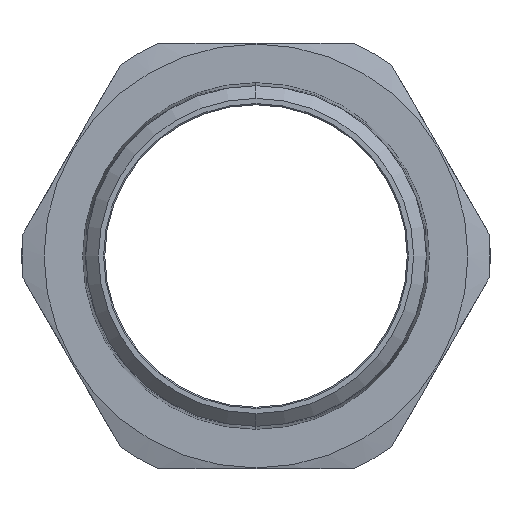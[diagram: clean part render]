
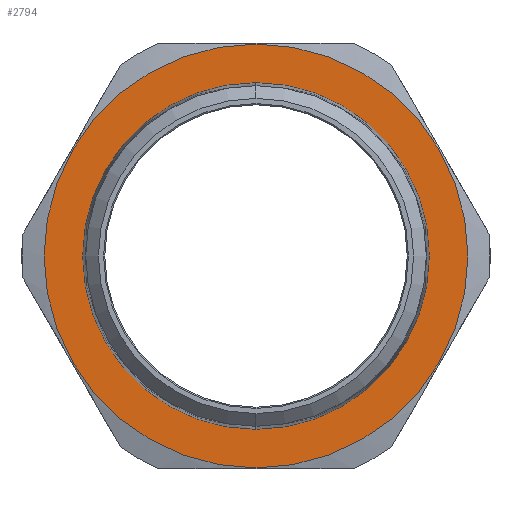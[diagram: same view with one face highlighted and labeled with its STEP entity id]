
A CAD part, left-side view. The second image highlights one B-rep face of the part: STEP entity #2794.
In plain terms, the highlighted planar face has unit normal (-1, 0, 0).
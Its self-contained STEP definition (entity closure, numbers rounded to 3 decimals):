
#110 = ORIENTED_EDGE ( 'NONE', *, *, #866, .F. ) ;
#229 = DIRECTION ( 'NONE',  ( 1., 0., 0. ) ) ;
#257 = VERTEX_POINT ( 'NONE', #1349 ) ;
#291 = DIRECTION ( 'NONE',  ( 1., 0., 0. ) ) ;
#483 = DIRECTION ( 'NONE',  ( 0., 0., 1. ) ) ;
#521 = ORIENTED_EDGE ( 'NONE', *, *, #804, .F. ) ;
#757 = CARTESIAN_POINT ( 'NONE',  ( -37.2, 0., 0. ) ) ;
#773 = AXIS2_PLACEMENT_3D ( 'NONE', #817, #2376, #2478 ) ;
#804 = EDGE_CURVE ( 'NONE', #2223, #1092, #2461, .T. ) ;
#817 = CARTESIAN_POINT ( 'NONE',  ( -37.2, 36.65, 0. ) ) ;
#825 = ORIENTED_EDGE ( 'NONE', *, *, #3231, .F. ) ;
#857 = AXIS2_PLACEMENT_3D ( 'NONE', #2192, #870, #2453 ) ;
#866 = EDGE_CURVE ( 'NONE', #1092, #2223, #2497, .T. ) ;
#867 = FACE_BOUND ( 'NONE', #2148, .T. ) ;
#870 = DIRECTION ( 'NONE',  ( -1., 0., 0. ) ) ;
#898 = CIRCLE ( 'NONE', #857, 36.65 ) ;
#1092 = VERTEX_POINT ( 'NONE', #1407 ) ;
#1327 = CARTESIAN_POINT ( 'NONE',  ( -37.2, 0., 0. ) ) ;
#1349 = CARTESIAN_POINT ( 'NONE',  ( -37.2, 0., 36.65 ) ) ;
#1407 = CARTESIAN_POINT ( 'NONE',  ( -37.2, 0., -44.805 ) ) ;
#1409 = AXIS2_PLACEMENT_3D ( 'NONE', #757, #229, #2348 ) ;
#1740 = EDGE_LOOP ( 'NONE', ( #110, #521 ) ) ;
#1757 = AXIS2_PLACEMENT_3D ( 'NONE', #3393, #2083, #483 ) ;
#1869 = PLANE ( 'NONE',  #773 ) ;
#2083 = DIRECTION ( 'NONE',  ( -1., 0., 0. ) ) ;
#2148 = EDGE_LOOP ( 'NONE', ( #3190, #825 ) ) ;
#2158 = CIRCLE ( 'NONE', #1757, 36.65 ) ;
#2192 = CARTESIAN_POINT ( 'NONE',  ( -37.2, 0., 0. ) ) ;
#2223 = VERTEX_POINT ( 'NONE', #2565 ) ;
#2338 = CARTESIAN_POINT ( 'NONE',  ( -37.2, 0., -36.65 ) ) ;
#2348 = DIRECTION ( 'NONE',  ( 0., 0., -1. ) ) ;
#2376 = DIRECTION ( 'NONE',  ( 1., 0., 0. ) ) ;
#2402 = EDGE_CURVE ( 'NONE', #257, #2599, #898, .T. ) ;
#2453 = DIRECTION ( 'NONE',  ( 0., 0., 1. ) ) ;
#2461 = CIRCLE ( 'NONE', #1409, 44.805 ) ;
#2478 = DIRECTION ( 'NONE',  ( 0., 0., -1. ) ) ;
#2497 = CIRCLE ( 'NONE', #3051, 44.805 ) ;
#2565 = CARTESIAN_POINT ( 'NONE',  ( -37.2, 0., 44.805 ) ) ;
#2579 = FACE_OUTER_BOUND ( 'NONE', #1740, .T. ) ;
#2599 = VERTEX_POINT ( 'NONE', #2338 ) ;
#2794 = ADVANCED_FACE ( 'NONE', ( #867, #2579 ), #1869, .F. ) ;
#2909 = DIRECTION ( 'NONE',  ( 0., 0., -1. ) ) ;
#3051 = AXIS2_PLACEMENT_3D ( 'NONE', #1327, #291, #2909 ) ;
#3190 = ORIENTED_EDGE ( 'NONE', *, *, #2402, .F. ) ;
#3231 = EDGE_CURVE ( 'NONE', #2599, #257, #2158, .T. ) ;
#3393 = CARTESIAN_POINT ( 'NONE',  ( -37.2, 0., 0. ) ) ;
